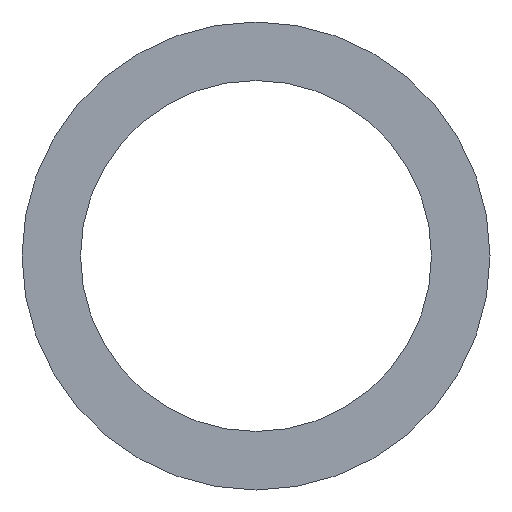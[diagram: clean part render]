
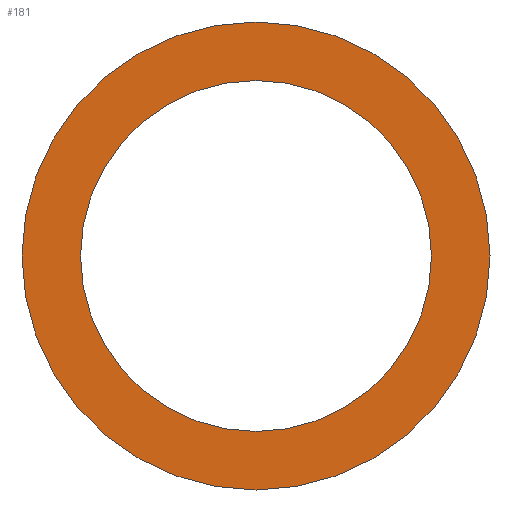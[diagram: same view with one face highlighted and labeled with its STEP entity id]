
A CAD part, front view. The second image highlights one B-rep face of the part: STEP entity #181.
In plain terms, the highlighted planar face has unit normal (0, -1, 0).
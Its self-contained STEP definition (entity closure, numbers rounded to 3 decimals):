
#1 = CARTESIAN_POINT ( 'NONE',  ( 0., 0., 0. ) ) ;
#2 = CIRCLE ( 'NONE', #14, 9. ) ;
#3 = DIRECTION ( 'NONE',  ( 0., 0., 1. ) ) ;
#4 = DIRECTION ( 'NONE',  ( 0., 1., 0. ) ) ;
#5 = DIRECTION ( 'NONE',  ( 0., 1., 0. ) ) ;
#6 = DIRECTION ( 'NONE',  ( 0., 0., 1. ) ) ;
#7 = CARTESIAN_POINT ( 'NONE',  ( 0., 0., 6.75 ) ) ;
#8 = CARTESIAN_POINT ( 'NONE',  ( 0., 0., -6.75 ) ) ;
#9 = CARTESIAN_POINT ( 'NONE',  ( 0., 0., 0. ) ) ;
#10 = CIRCLE ( 'NONE', #11, 6.75 ) ;
#11 = AXIS2_PLACEMENT_3D ( 'NONE', #9, #5, #6 ) ;
#12 = CARTESIAN_POINT ( 'NONE',  ( 0., 0., 0. ) ) ;
#13 = DIRECTION ( 'NONE',  ( 0., 1., 0. ) ) ;
#14 = AXIS2_PLACEMENT_3D ( 'NONE', #12, #13, #15 ) ;
#15 = DIRECTION ( 'NONE',  ( 0., 0., 1. ) ) ;
#16 = FACE_BOUND ( 'NONE', #185, .T. ) ;
#17 = FACE_OUTER_BOUND ( 'NONE', #182, .T. ) ;
#21 = DIRECTION ( 'NONE',  ( 0., 0., 1. ) ) ;
#22 = PLANE ( 'NONE',  #70 ) ;
#34 = CARTESIAN_POINT ( 'NONE',  ( 0., 0., 9. ) ) ;
#49 = DIRECTION ( 'NONE',  ( 0., 1., 0. ) ) ;
#56 = CARTESIAN_POINT ( 'NONE',  ( 6.75, 0., 0. ) ) ;
#58 = AXIS2_PLACEMENT_3D ( 'NONE', #1, #4, #3 ) ;
#59 = CIRCLE ( 'NONE', #58, 9. ) ;
#70 = AXIS2_PLACEMENT_3D ( 'NONE', #56, #49, #21 ) ;
#77 = CARTESIAN_POINT ( 'NONE',  ( 0., 0., -9. ) ) ;
#85 = DIRECTION ( 'NONE',  ( 0., 0., 1. ) ) ;
#86 = DIRECTION ( 'NONE',  ( 0., 1., 0. ) ) ;
#92 = CARTESIAN_POINT ( 'NONE',  ( 0., 0., 0. ) ) ;
#93 = AXIS2_PLACEMENT_3D ( 'NONE', #92, #86, #85 ) ;
#96 = CIRCLE ( 'NONE', #93, 6.75 ) ;
#173 = EDGE_CURVE ( 'NONE', #174, #175, #10, .T. ) ;
#174 = VERTEX_POINT ( 'NONE', #8 ) ;
#175 = VERTEX_POINT ( 'NONE', #7 ) ;
#178 = EDGE_CURVE ( 'NONE', #232, #220, #2, .T. ) ;
#181 = ADVANCED_FACE ( 'NONE', ( #17, #16 ), #22, .F. ) ;
#182 = EDGE_LOOP ( 'NONE', ( #183, #184 ) ) ;
#183 = ORIENTED_EDGE ( 'NONE', *, *, #222, .F. ) ;
#184 = ORIENTED_EDGE ( 'NONE', *, *, #178, .F. ) ;
#185 = EDGE_LOOP ( 'NONE', ( #197, #198 ) ) ;
#197 = ORIENTED_EDGE ( 'NONE', *, *, #230, .T. ) ;
#198 = ORIENTED_EDGE ( 'NONE', *, *, #173, .T. ) ;
#220 = VERTEX_POINT ( 'NONE', #34 ) ;
#222 = EDGE_CURVE ( 'NONE', #220, #232, #59, .T. ) ;
#230 = EDGE_CURVE ( 'NONE', #175, #174, #96, .T. ) ;
#232 = VERTEX_POINT ( 'NONE', #77 ) ;
